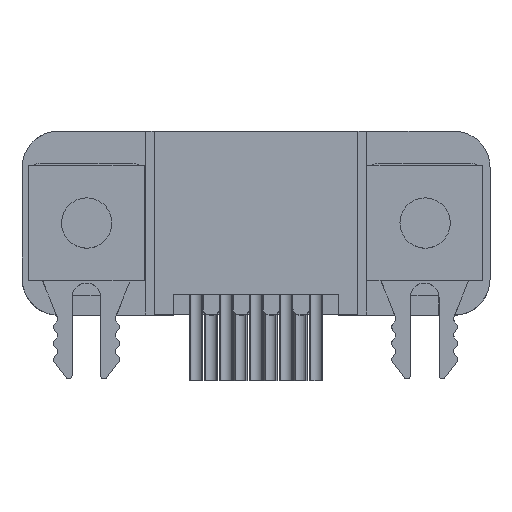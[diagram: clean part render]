
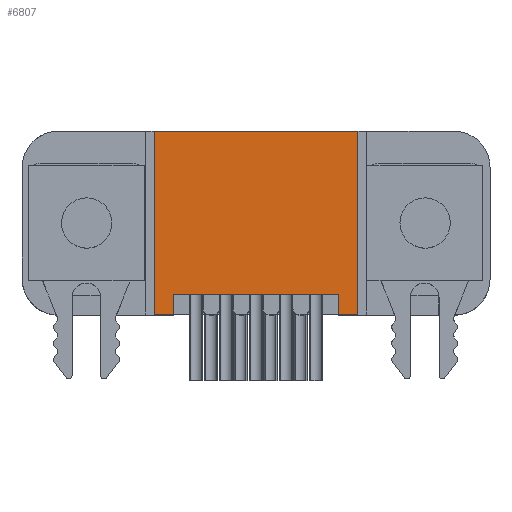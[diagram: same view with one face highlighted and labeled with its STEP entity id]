
A CAD part, top view. The second image highlights one B-rep face of the part: STEP entity #6807.
In plain terms, the highlighted planar face has unit normal (0, 0, 1).
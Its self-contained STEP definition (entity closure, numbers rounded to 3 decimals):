
#176=DIRECTION('',(0.,1.,0.));
#177=VECTOR('',#176,0.864);
#178=CARTESIAN_POINT('',(19.648,25.787,15.291));
#179=LINE('',#178,#177);
#188=DIRECTION('',(-1.,0.,0.));
#189=VECTOR('',#188,7.01);
#190=CARTESIAN_POINT('',(19.648,26.651,15.291));
#191=LINE('',#190,#189);
#399=DIRECTION('',(-1.,0.,0.));
#400=VECTOR('',#399,8.636);
#401=CARTESIAN_POINT('',(20.461,33.585,15.291));
#402=LINE('',#401,#400);
#403=DIRECTION('',(1.,0.,0.));
#404=VECTOR('',#403,0.813);
#405=CARTESIAN_POINT('',(19.648,25.787,15.291));
#406=LINE('',#405,#404);
#407=DIRECTION('',(1.,0.,0.));
#408=VECTOR('',#407,0.813);
#409=CARTESIAN_POINT('',(11.825,25.787,15.291));
#410=LINE('',#409,#408);
#427=DIRECTION('',(0.,1.,0.));
#428=VECTOR('',#427,7.798);
#429=CARTESIAN_POINT('',(11.825,25.787,15.291));
#430=LINE('',#429,#428);
#1438=DIRECTION('',(0.,-1.,0.));
#1439=VECTOR('',#1438,7.798);
#1440=CARTESIAN_POINT('',(20.461,33.585,15.291));
#1441=LINE('',#1440,#1439);
#2376=DIRECTION('',(0.,-1.,0.));
#2377=VECTOR('',#2376,0.864);
#2378=CARTESIAN_POINT('',(12.638,26.651,15.291));
#2379=LINE('',#2378,#2377);
#5003=CARTESIAN_POINT('',(11.825,33.585,15.291));
#5004=VERTEX_POINT('',#5003);
#5005=CARTESIAN_POINT('',(11.825,25.787,15.291));
#5006=VERTEX_POINT('',#5005);
#5019=CARTESIAN_POINT('',(20.461,33.585,15.291));
#5020=VERTEX_POINT('',#5019);
#5021=CARTESIAN_POINT('',(20.461,25.787,15.291));
#5022=VERTEX_POINT('',#5021);
#5045=CARTESIAN_POINT('',(19.648,26.651,15.291));
#5047=VERTEX_POINT('',#5045);
#5051=CARTESIAN_POINT('',(12.638,26.651,15.291));
#5052=VERTEX_POINT('',#5051);
#5204=CARTESIAN_POINT('',(12.638,25.787,15.291));
#5205=VERTEX_POINT('',#5204);
#5218=CARTESIAN_POINT('',(19.648,25.787,15.291));
#5219=VERTEX_POINT('',#5218);
#6787=CARTESIAN_POINT('',(48.278,27.053,15.291));
#6788=DIRECTION('',(0.,0.,1.));
#6789=DIRECTION('',(1.,0.,0.));
#6790=AXIS2_PLACEMENT_3D('',#6787,#6788,#6789);
#6791=PLANE('',#6790);
#6793=ORIENTED_EDGE('',*,*,#6792,.F.);
#6795=ORIENTED_EDGE('',*,*,#6794,.T.);
#6797=ORIENTED_EDGE('',*,*,#6796,.F.);
#6798=ORIENTED_EDGE('',*,*,#6615,.T.);
#6799=ORIENTED_EDGE('',*,*,#6630,.T.);
#6801=ORIENTED_EDGE('',*,*,#6800,.T.);
#6802=ORIENTED_EDGE('',*,*,#6410,.F.);
#6804=ORIENTED_EDGE('',*,*,#6803,.T.);
#6805=EDGE_LOOP('',(#6793,#6795,#6797,#6798,#6799,#6801,#6802,#6804));
#6806=FACE_OUTER_BOUND('',#6805,.F.);
#6807=ADVANCED_FACE('',(#6806),#6791,.T.);
#6410=EDGE_CURVE('',#5006,#5205,#410,.T.);
#6615=EDGE_CURVE('',#5219,#5047,#179,.T.);
#6630=EDGE_CURVE('',#5047,#5052,#191,.T.);
#6792=EDGE_CURVE('',#5020,#5004,#402,.T.);
#6794=EDGE_CURVE('',#5020,#5022,#1441,.T.);
#6796=EDGE_CURVE('',#5219,#5022,#406,.T.);
#6800=EDGE_CURVE('',#5052,#5205,#2379,.T.);
#6803=EDGE_CURVE('',#5006,#5004,#430,.T.);
